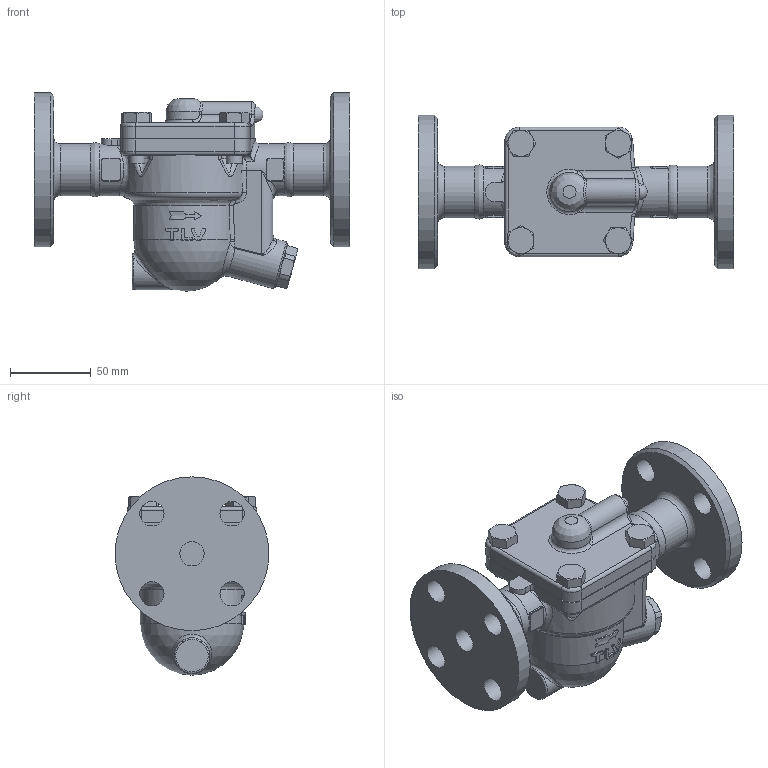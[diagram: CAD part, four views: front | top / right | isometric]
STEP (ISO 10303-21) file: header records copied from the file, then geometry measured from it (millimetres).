
FILE_DESCRIPTION((''),'2;1');
FILE_NAME('j3sx0-015-jis10-00.stp','2010-10-01T11:09:48',('nakaot'),(''),'Autodesk Inventor 2008','Autodesk Inventor 2008','');
FILE_SCHEMA(('AUTOMOTIVE_DESIGN { 1 0 10303 214 1 1 1 1 }'));
Length unit declared in the file: millimetre
Products named in the file (1): j3sx0-015-jis10-00
Bounding box: 195 x 95 x 122.5 mm (x, y, z)
Volume: 687690.7 mm3; surface area: 95838.7 mm2
Topology: 1 solids, 1 shells, 407 faces, 1046 edges, 644 vertices
Faces by surface type: cylinder 126, plane 107, bspline 93, cone 47, torus 29, sphere 5
Full cylindrical faces by diameter (mm): 10 x8, 15 x5, 30 x1, 32 x2, 56.5 x1, 95 x1
Entity records: 21160 total; most frequent: CARTESIAN_POINT 12257, ORIENTED_EDGE 1946, DIRECTION 1683, EDGE_CURVE 973, AXIS2_PLACEMENT_3D 700, VERTEX_POINT 625, EDGE_LOOP 488, FACE_OUTER_BOUND 407
